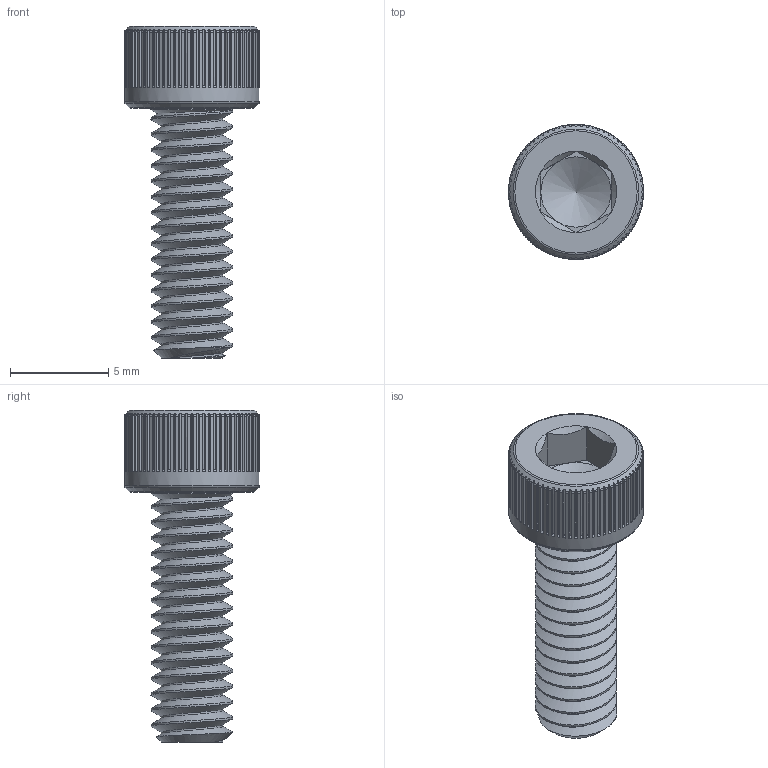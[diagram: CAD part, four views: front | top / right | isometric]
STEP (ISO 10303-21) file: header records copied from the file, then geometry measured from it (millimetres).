
FILE_DESCRIPTION(/* description */ (''),/* implementation_level */ '2;1');
FILE_NAME(/* name */ '8-32 Bolt_v1.step',/* time_stamp */ '2024-02-15T15:43:39-05:00',/* author */ (''),/* organization */ (''),/* preprocessor_version */ 'ST-DEVELOPER v20',/* originating_system */ 'Autodesk Translation Framework v12.20.1.177',/* authorisation */ '');
FILE_SCHEMA (('AUTOMOTIVE_DESIGN { 1 0 10303 214 3 1 1 }'));
Length unit declared in the file: inch
Products named in the file (1): 8-32 Bolt
Bounding box: 6.86 x 6.86 x 16.87 mm (x, y, z)
Volume: 257.6 mm3; surface area: 457.2 mm2
Topology: 1 solids, 1 shells, 426 faces, 1244 edges, 821 vertices
Faces by surface type: plane 159, cylinder 106, cone 84, torus 75, bspline 2
Full cylindrical faces by diameter (mm): 3.134 x15, 4.166 x15, 6.858 x1
Entity records: 19200 total; most frequent: CARTESIAN_POINT 8557, ORIENTED_EDGE 2486, DIRECTION 1977, EDGE_CURVE 1243, VERTEX_POINT 821, AXIS2_PLACEMENT_3D 817, B_SPLINE_CURVE_WITH_KNOTS 469, EDGE_LOOP 428
